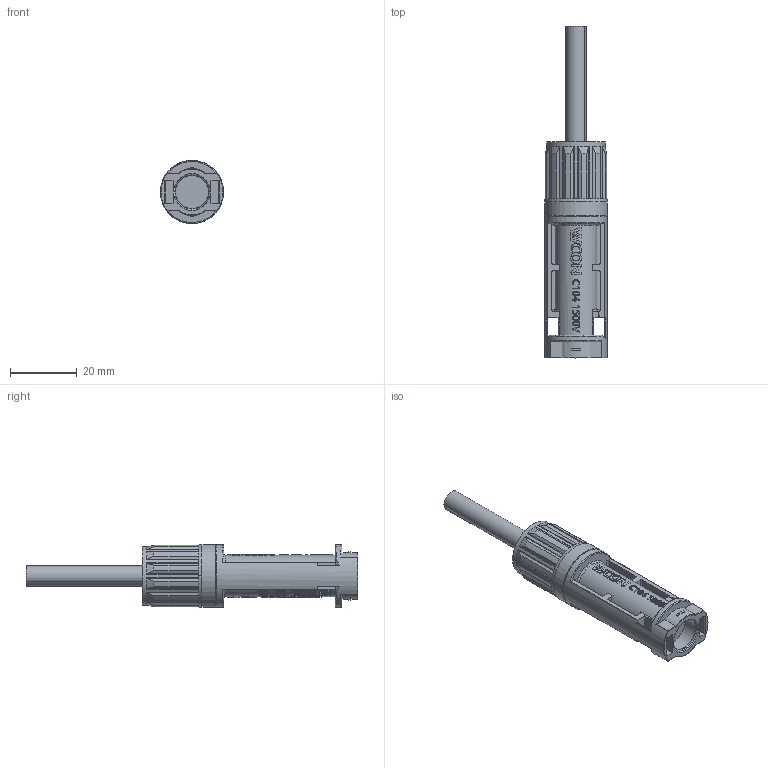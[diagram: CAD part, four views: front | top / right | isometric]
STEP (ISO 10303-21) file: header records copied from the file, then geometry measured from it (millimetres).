
FILE_DESCRIPTION( ('This file contains a STEP AP42 implementation' ,'as created by ZW3D STEP Interface translator.') ,'2;1' );
FILE_NAME( 'C104-XXMAW01.stp' ,'231222.142348', (''), ('ZWCAD Software Co.'), 'Version 1.0', 'ZW3D to STEP translator', '' );
FILE_SCHEMA(('AUTOMOTIVE_DESIGN { 1 0 10303 214 1 1 1 1 }'));
Length unit declared in the file: millimetre
Products named in the file (2): 0; C104-XXMAW01
Bounding box: 18.9 x 99.6 x 18.9 mm (x, y, z)
Volume: 14440.2 mm3; surface area: 6962.2 mm2
Topology: 2 solids, 3 shells, 1203 faces, 3317 edges, 2190 vertices
Faces by surface type: plane 971, cylinder 152, bspline 46, torus 15, cone 15, sphere 4
Full cylindrical faces by diameter (mm): 7.65 x1, 9.85 x1, 17.5 x1, 18.9 x2
Entity records: 43860 total; most frequent: CARTESIAN_POINT 14030, ORIENTED_EDGE 6634, DIRECTION 4929, EDGE_CURVE 3317, VERTEX_POINT 2190, AXIS2_PLACEMENT_3D 1666, VECTOR 1597, LINE 1597
